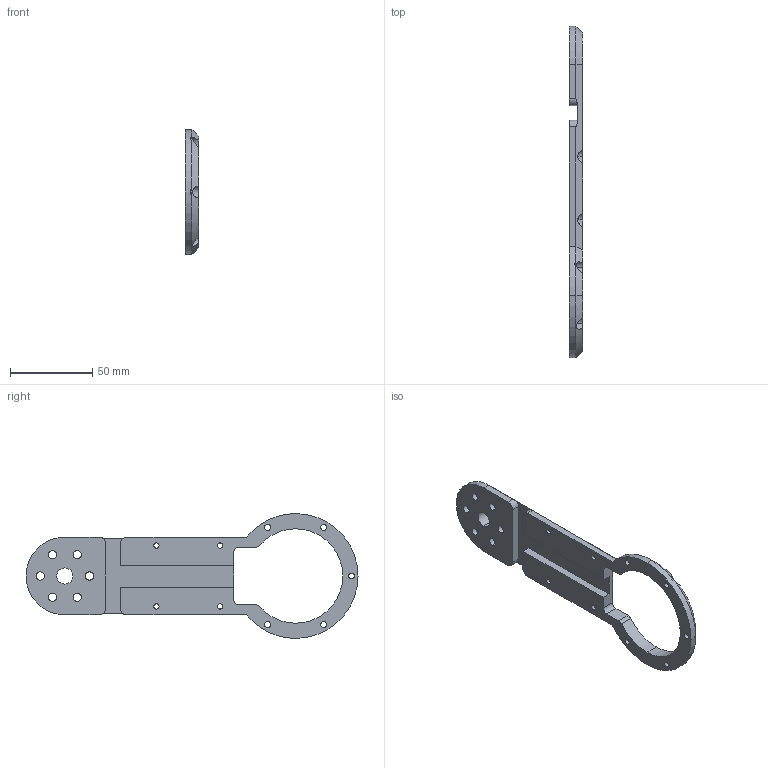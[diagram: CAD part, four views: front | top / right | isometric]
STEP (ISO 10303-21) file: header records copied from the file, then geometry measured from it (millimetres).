
FILE_DESCRIPTION (( 'STEP AP214' ), '1' );
FILE_NAME ('苤虯.STEP', '2024-10-01T11:36:02', ( '' ), ( '' ), 'SwSTEP 2.0', 'SolidWorks 2020', '' );
FILE_SCHEMA (( 'AUTOMOTIVE_DESIGN' ));
Length unit declared in the file: millimetre
Products named in the file (1): 苤虯
Bounding box: 8 x 202.12 x 75.99 mm (x, y, z)
Volume: 44337.4 mm3; surface area: 21808.1 mm2
Topology: 1 solids, 1 shells, 114 faces, 315 edges, 208 vertices
Faces by surface type: cylinder 77, plane 33, cone 4
Entity records: 3974 total; most frequent: CARTESIAN_POINT 859, DIRECTION 682, ORIENTED_EDGE 630, EDGE_CURVE 315, AXIS2_PLACEMENT_3D 277, VERTEX_POINT 208, CIRCLE 162, EDGE_LOOP 153
